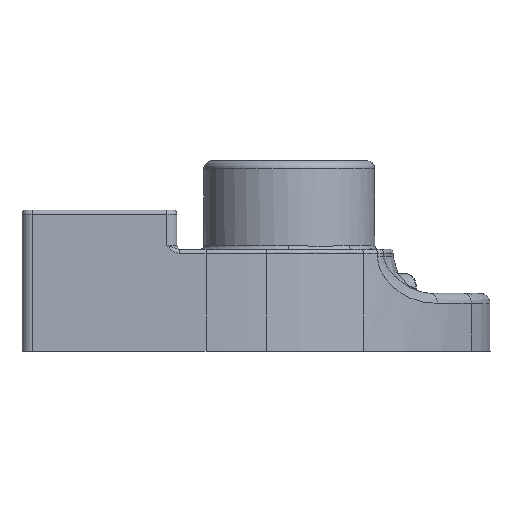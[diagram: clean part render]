
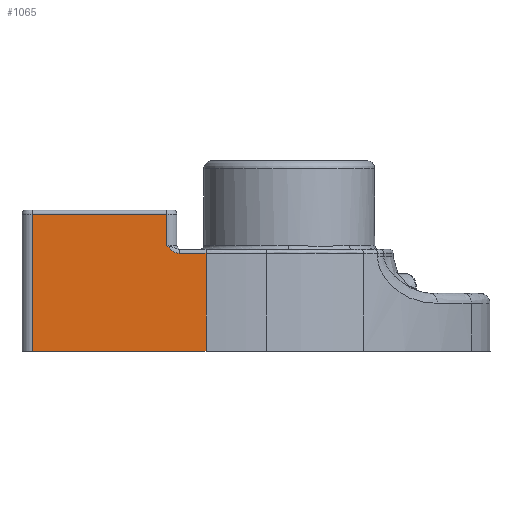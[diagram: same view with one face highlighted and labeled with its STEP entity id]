
A CAD part, left-side view. The second image highlights one B-rep face of the part: STEP entity #1065.
In plain terms, the highlighted planar face has unit normal (-1, 0, 0).
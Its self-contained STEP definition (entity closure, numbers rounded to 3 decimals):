
#1065=ADVANCED_FACE('',(#2199),#19376,.T.);
#2199=FACE_OUTER_BOUND('',#3420,.T.);
#3420=EDGE_LOOP('',(#6522,#6523,#6524,#6525,#6526,#6527,#6528));
#6522=ORIENTED_EDGE('',*,*,#11649,.T.);
#6523=ORIENTED_EDGE('',*,*,#11648,.T.);
#6524=ORIENTED_EDGE('',*,*,#11647,.T.);
#6525=ORIENTED_EDGE('',*,*,#11646,.T.);
#6526=ORIENTED_EDGE('',*,*,#11645,.T.);
#6527=ORIENTED_EDGE('',*,*,#11541,.T.);
#6528=ORIENTED_EDGE('',*,*,#11620,.F.);
#11541=EDGE_CURVE('',#18125,#18126,#13988,.T.);
#11620=EDGE_CURVE('',#18196,#18126,#14031,.T.);
#11645=EDGE_CURVE('',#18213,#18125,#14050,.T.);
#11646=EDGE_CURVE('',#18214,#18213,#14051,.T.);
#11647=EDGE_CURVE('',#18215,#18214,#14052,.T.);
#11648=EDGE_CURVE('',#18216,#18215,#14053,.T.);
#11649=EDGE_CURVE('',#18196,#18216,#14054,.T.);
#13988=B_SPLINE_CURVE_WITH_KNOTS('',1,(#38347,#38348),.UNSPECIFIED.,.F.,
 .F.,(2,2),(0.,85.244),.UNSPECIFIED.);
#14031=B_SPLINE_CURVE_WITH_KNOTS('',1,(#39107,#39108),.UNSPECIFIED.,.F.,
 .F.,(2,2),(0.,48.),.UNSPECIFIED.);
#14050=B_SPLINE_CURVE_WITH_KNOTS('',1,(#39271,#39272),.UNSPECIFIED.,.F.,
 .F.,(2,2),(0.,67.3),.UNSPECIFIED.);
#14051=B_SPLINE_CURVE_WITH_KNOTS('',1,(#39273,#39274),.UNSPECIFIED.,.F.,
 .F.,(2,2),(0.,66.),.UNSPECIFIED.);
#14052=B_SPLINE_CURVE_WITH_KNOTS('',1,(#39275,#39276),.UNSPECIFIED.,.F.,
 .F.,(2,2),(0.,15.3),.UNSPECIFIED.);
#14053=B_SPLINE_CURVE_WITH_KNOTS('',3,(#39277,#39278,#39279,#39280,#39281,
#39282,#39283,#39284,#39285,#39286,#39287,#39288,#39289,#39290),
 .UNSPECIFIED.,.F.,.F.,(4,2,2,2,2,2,4),(0.,0.001,0.002,
0.004,0.005,0.006,0.008),
 .UNSPECIFIED.);
#14054=B_SPLINE_CURVE_WITH_KNOTS('',1,(#39291,#39292),.UNSPECIFIED.,.F.,
 .F.,(2,2),(0.,12.919),.UNSPECIFIED.);
#18125=VERTEX_POINT('',#36208);
#18126=VERTEX_POINT('',#36209);
#18196=VERTEX_POINT('',#36279);
#18213=VERTEX_POINT('',#36296);
#18214=VERTEX_POINT('',#36297);
#18215=VERTEX_POINT('',#36298);
#18216=VERTEX_POINT('',#36299);
#19376=PLANE('',#20963);
#20963=AXIS2_PLACEMENT_3D('',#32269,#23104,$);
#23104=DIRECTION('',(-1.,0.,0.));
#32269=CARTESIAN_POINT('',(-52.746,-5.788,27.015));
#36208=CARTESIAN_POINT('',(-52.746,79.456,27.015));
#36209=CARTESIAN_POINT('',(-52.746,-5.788,27.015));
#36279=CARTESIAN_POINT('',(-52.746,-5.788,75.015));
#36296=CARTESIAN_POINT('',(-52.746,79.456,94.315));
#36297=CARTESIAN_POINT('',(-52.746,13.456,94.315));
#36298=CARTESIAN_POINT('',(-52.746,13.456,79.015));
#36299=CARTESIAN_POINT('',(-52.746,7.131,75.015));
#38347=CARTESIAN_POINT('',(-52.746,79.456,27.015));
#38348=CARTESIAN_POINT('',(-52.746,-5.788,27.015));
#39107=CARTESIAN_POINT('',(-52.746,-5.788,75.015));
#39108=CARTESIAN_POINT('',(-52.746,-5.788,27.015));
#39271=CARTESIAN_POINT('',(-52.746,79.456,94.315));
#39272=CARTESIAN_POINT('',(-52.746,79.456,27.015));
#39273=CARTESIAN_POINT('',(-52.746,13.456,94.315));
#39274=CARTESIAN_POINT('',(-52.746,79.456,94.315));
#39275=CARTESIAN_POINT('',(-52.746,13.456,79.015));
#39276=CARTESIAN_POINT('',(-52.746,13.456,94.315));
#39277=CARTESIAN_POINT('',(-52.746,7.131,75.015));
#39278=CARTESIAN_POINT('',(-52.746,7.457,75.015));
#39279=CARTESIAN_POINT('',(-52.746,7.778,75.047));
#39280=CARTESIAN_POINT('',(-52.746,8.41,75.168));
#39281=CARTESIAN_POINT('',(-52.746,8.723,75.257));
#39282=CARTESIAN_POINT('',(-52.746,9.634,75.599));
#39283=CARTESIAN_POINT('',(-52.746,10.192,75.917));
#39284=CARTESIAN_POINT('',(-52.746,10.976,76.489));
#39285=CARTESIAN_POINT('',(-52.746,11.227,76.695));
#39286=CARTESIAN_POINT('',(-52.746,11.708,77.124));
#39287=CARTESIAN_POINT('',(-52.746,11.939,77.348));
#39288=CARTESIAN_POINT('',(-52.746,12.611,78.04));
#39289=CARTESIAN_POINT('',(-52.746,13.035,78.529));
#39290=CARTESIAN_POINT('',(-52.746,13.456,79.015));
#39291=CARTESIAN_POINT('',(-52.746,-5.788,75.015));
#39292=CARTESIAN_POINT('',(-52.746,7.131,75.015));
